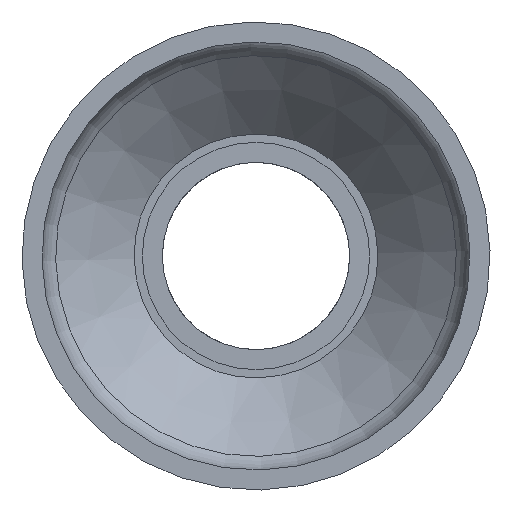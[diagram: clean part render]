
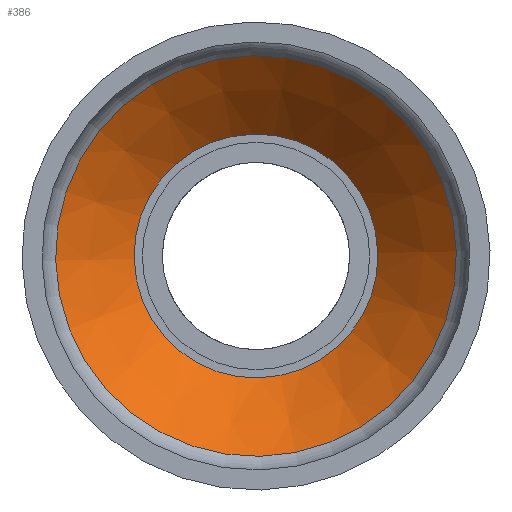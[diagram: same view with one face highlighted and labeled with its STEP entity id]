
A CAD part, front view. The second image highlights one B-rep face of the part: STEP entity #386.
In plain terms, the highlighted conical face has half-angle 44.82 degrees and reference radius 9.115 mm.
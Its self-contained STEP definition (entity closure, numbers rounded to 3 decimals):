
#26=CONICAL_SURFACE('',#441,9.115,0.782);
#42=FACE_OUTER_BOUND('',#68,.T.);
#68=EDGE_LOOP('',(#256,#257,#258,#259));
#98=LINE('',#662,#111);
#111=VECTOR('',#522,9.115);
#127=CIRCLE('',#442,16.047);
#128=CIRCLE('',#443,9.115);
#165=VERTEX_POINT('',#659);
#166=VERTEX_POINT('',#661);
#199=EDGE_CURVE('',#165,#165,#127,.F.);
#200=EDGE_CURVE('',#165,#166,#98,.T.);
#201=EDGE_CURVE('',#166,#166,#128,.F.);
#256=ORIENTED_EDGE('',*,*,#199,.T.);
#257=ORIENTED_EDGE('',*,*,#200,.T.);
#258=ORIENTED_EDGE('',*,*,#201,.F.);
#259=ORIENTED_EDGE('',*,*,#200,.F.);
#386=ADVANCED_FACE('',(#42),#26,.T.);
#441=AXIS2_PLACEMENT_3D('',#658,#518,#519);
#442=AXIS2_PLACEMENT_3D('',#660,#520,#521);
#443=AXIS2_PLACEMENT_3D('',#663,#523,#524);
#518=DIRECTION('center_axis',(0.,-1.,0.));
#519=DIRECTION('ref_axis',(0.479,0.,0.878));
#520=DIRECTION('center_axis',(0.,-1.,0.));
#521=DIRECTION('ref_axis',(0.,0.,1.));
#522=DIRECTION('',(0.338,0.709,0.619));
#523=DIRECTION('center_axis',(0.,-1.,0.));
#524=DIRECTION('ref_axis',(0.,0.,1.));
#658=CARTESIAN_POINT('Origin',(0.,45.5,0.));
#659=CARTESIAN_POINT('',(-7.693,38.524,-14.082));
#660=CARTESIAN_POINT('Origin',(0.,38.524,0.));
#661=CARTESIAN_POINT('',(-4.37,45.5,-7.999));
#662=CARTESIAN_POINT('',(-4.37,45.5,-7.999));
#663=CARTESIAN_POINT('Origin',(0.,45.5,0.));
